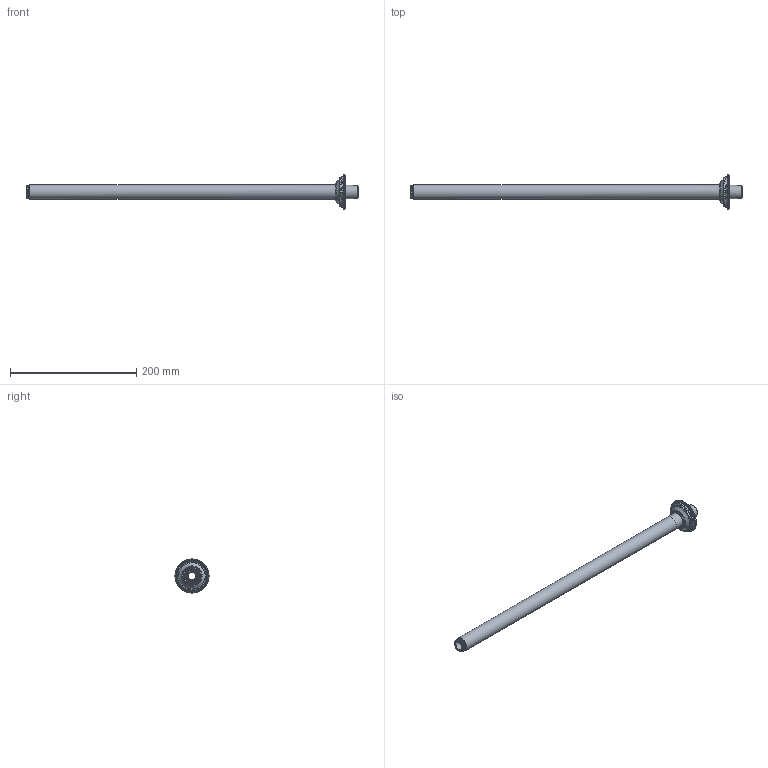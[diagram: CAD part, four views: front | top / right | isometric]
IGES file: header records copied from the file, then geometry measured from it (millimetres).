
Global section: file name: V6KA690-E; native system: Autodesk Inventor 2024; preprocessor: unknown; author: kwhieldon; date: 20240919.080338; units: millimetre
Bounding box: 526 x 53.99 x 53.99 mm (x, y, z)
Volume: 93301.1 mm3; surface area: 81710 mm2
Topology: 6 solids, 6 shells, 715 faces, 1593 edges, 900 vertices
Faces by surface type: bspline 715
